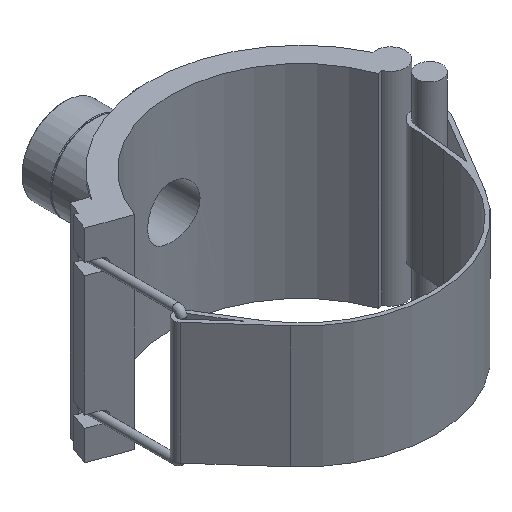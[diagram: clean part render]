
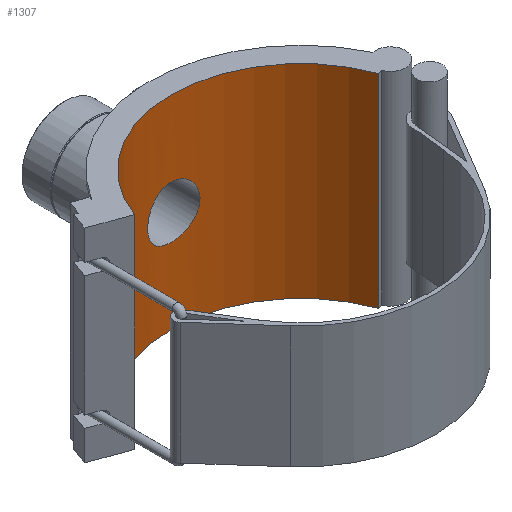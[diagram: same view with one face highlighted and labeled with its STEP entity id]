
A CAD part, isometric view. The second image highlights one B-rep face of the part: STEP entity #1307.
In plain terms, the highlighted cylindrical face has radius 112.5 mm (diameter 225 mm), a partial arc.
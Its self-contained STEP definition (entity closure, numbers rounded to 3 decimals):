
#25=B_SPLINE_CURVE_WITH_KNOTS('',3,(#2354,#2355,#2356,#2357,#2358,#2359,
#2360,#2361,#2362,#2363,#2364,#2365,#2366,#2367,#2368,#2369,#2370,#2371,
#2372,#2373,#2374,#2375,#2376,#2377,#2378,#2379,#2380,#2381,#2382,#2383,
#2384,#2385,#2386,#2387,#2388,#2389,#2390,#2391,#2392,#2393,#2394,#2395,
#2396,#2397,#2398,#2399,#2400,#2401,#2402,#2403,#2404,#2405,#2406,#2407,
#2408,#2409,#2410,#2411,#2412,#2413,#2414,#2415,#2416,#2417,#2418,#2419),
 .UNSPECIFIED.,.T.,.F.,(4,2,2,2,2,2,2,2,2,2,2,2,2,2,2,2,2,2,2,2,2,2,2,2,
2,2,2,2,2,2,2,2,4),(0.,0.428,0.856,1.284,
1.712,2.141,2.569,2.997,3.425,
3.853,4.281,4.709,5.137,5.565,
5.993,6.421,6.85,7.278,7.706,
8.134,8.562,8.99,9.418,9.846,
10.274,10.702,11.13,11.558,11.987,
12.415,12.843,13.271,13.699),
 .UNSPECIFIED.);
#61=CYLINDRICAL_SURFACE('',#1452,112.5);
#98=FACE_BOUND('',#355,.T.);
#125=CIRCLE('',#1370,112.5);
#130=CIRCLE('',#1376,112.5);
#238=FACE_OUTER_BOUND('',#354,.T.);
#354=EDGE_LOOP('',(#1179,#1180,#1181,#1182));
#355=EDGE_LOOP('',(#1183));
#404=LINE('',#2001,#503);
#454=LINE('',#2120,#553);
#503=VECTOR('',#1601,176.);
#553=VECTOR('',#1731,176.);
#615=VERTEX_POINT('',#1998);
#616=VERTEX_POINT('',#2000);
#634=VERTEX_POINT('',#2060);
#639=VERTEX_POINT('',#2072);
#657=VERTEX_POINT('',#2353);
#750=EDGE_CURVE('',#616,#615,#404,.T.);
#781=EDGE_CURVE('',#616,#634,#125,.T.);
#788=EDGE_CURVE('',#639,#615,#130,.T.);
#810=EDGE_CURVE('',#639,#634,#454,.T.);
#825=EDGE_CURVE('',#657,#657,#25,.T.);
#1179=ORIENTED_EDGE('',*,*,#750,.T.);
#1180=ORIENTED_EDGE('',*,*,#788,.F.);
#1181=ORIENTED_EDGE('',*,*,#810,.T.);
#1182=ORIENTED_EDGE('',*,*,#781,.F.);
#1183=ORIENTED_EDGE('',*,*,#825,.T.);
#1307=ADVANCED_FACE('',(#238,#98),#61,.F.);
#1370=AXIS2_PLACEMENT_3D('',#2061,#1654,#1655);
#1376=AXIS2_PLACEMENT_3D('',#2074,#1668,#1669);
#1452=AXIS2_PLACEMENT_3D('',#2606,#1838,#1839);
#1601=DIRECTION('',(0.,0.,-1.));
#1654=DIRECTION('center_axis',(0.,0.,-1.));
#1655=DIRECTION('ref_axis',(-1.,0.,0.));
#1668=DIRECTION('center_axis',(0.,0.,1.));
#1669=DIRECTION('ref_axis',(-1.,0.,0.));
#1731=DIRECTION('',(0.,0.,1.));
#1838=DIRECTION('center_axis',(0.,0.,1.));
#1839=DIRECTION('ref_axis',(-1.,0.,0.));
#1998=CARTESIAN_POINT('',(-105.715,38.477,-88.));
#2000=CARTESIAN_POINT('',(-105.715,38.477,88.));
#2001=CARTESIAN_POINT('',(-105.715,38.477,0.));
#2060=CARTESIAN_POINT('',(105.715,38.477,88.));
#2061=CARTESIAN_POINT('Origin',(0.,0.,88.));
#2072=CARTESIAN_POINT('',(105.715,38.477,-88.));
#2074=CARTESIAN_POINT('Origin',(0.,0.,-88.));
#2120=CARTESIAN_POINT('',(105.715,38.477,0.));
#2353=CARTESIAN_POINT('',(22.662,110.194,0.));
#2354=CARTESIAN_POINT('Ctrl Pts',(22.662,110.194,0.));
#2355=CARTESIAN_POINT('Ctrl Pts',(22.662,110.194,-1.427));
#2356=CARTESIAN_POINT('Ctrl Pts',(22.525,110.222,-2.901));
#2357=CARTESIAN_POINT('Ctrl Pts',(21.95,110.338,-5.832));
#2358=CARTESIAN_POINT('Ctrl Pts',(21.512,110.426,-7.288));
#2359=CARTESIAN_POINT('Ctrl Pts',(20.354,110.645,-10.079));
#2360=CARTESIAN_POINT('Ctrl Pts',(19.634,110.777,-11.415));
#2361=CARTESIAN_POINT('Ctrl Pts',(17.971,111.059,-13.887));
#2362=CARTESIAN_POINT('Ctrl Pts',(17.029,111.208,-15.021));
#2363=CARTESIAN_POINT('Ctrl Pts',(15.021,111.497,-17.029));
#2364=CARTESIAN_POINT('Ctrl Pts',(13.887,111.647,-17.971));
#2365=CARTESIAN_POINT('Ctrl Pts',(11.416,111.926,-19.634));
#2366=CARTESIAN_POINT('Ctrl Pts',(10.079,112.056,-20.354));
#2367=CARTESIAN_POINT('Ctrl Pts',(7.288,112.272,-21.512));
#2368=CARTESIAN_POINT('Ctrl Pts',(5.832,112.358,-21.95));
#2369=CARTESIAN_POINT('Ctrl Pts',(2.901,112.472,-22.525));
#2370=CARTESIAN_POINT('Ctrl Pts',(1.427,112.5,-22.662));
#2371=CARTESIAN_POINT('Ctrl Pts',(-1.427,112.5,-22.662));
#2372=CARTESIAN_POINT('Ctrl Pts',(-2.901,112.472,-22.525));
#2373=CARTESIAN_POINT('Ctrl Pts',(-5.832,112.358,-21.95));
#2374=CARTESIAN_POINT('Ctrl Pts',(-7.288,112.272,-21.512));
#2375=CARTESIAN_POINT('Ctrl Pts',(-10.079,112.056,-20.354));
#2376=CARTESIAN_POINT('Ctrl Pts',(-11.416,111.926,-19.634));
#2377=CARTESIAN_POINT('Ctrl Pts',(-13.887,111.647,-17.971));
#2378=CARTESIAN_POINT('Ctrl Pts',(-15.021,111.497,-17.029));
#2379=CARTESIAN_POINT('Ctrl Pts',(-17.029,111.208,-15.021));
#2380=CARTESIAN_POINT('Ctrl Pts',(-17.971,111.059,-13.887));
#2381=CARTESIAN_POINT('Ctrl Pts',(-19.634,110.777,-11.415));
#2382=CARTESIAN_POINT('Ctrl Pts',(-20.354,110.645,-10.079));
#2383=CARTESIAN_POINT('Ctrl Pts',(-21.512,110.426,-7.288));
#2384=CARTESIAN_POINT('Ctrl Pts',(-21.95,110.338,-5.832));
#2385=CARTESIAN_POINT('Ctrl Pts',(-22.525,110.222,-2.901));
#2386=CARTESIAN_POINT('Ctrl Pts',(-22.662,110.194,-1.427));
#2387=CARTESIAN_POINT('Ctrl Pts',(-22.662,110.194,1.427));
#2388=CARTESIAN_POINT('Ctrl Pts',(-22.525,110.222,2.901));
#2389=CARTESIAN_POINT('Ctrl Pts',(-21.95,110.338,5.832));
#2390=CARTESIAN_POINT('Ctrl Pts',(-21.512,110.426,7.288));
#2391=CARTESIAN_POINT('Ctrl Pts',(-20.354,110.645,10.079));
#2392=CARTESIAN_POINT('Ctrl Pts',(-19.634,110.777,11.415));
#2393=CARTESIAN_POINT('Ctrl Pts',(-17.971,111.059,13.887));
#2394=CARTESIAN_POINT('Ctrl Pts',(-17.029,111.208,15.021));
#2395=CARTESIAN_POINT('Ctrl Pts',(-15.021,111.497,17.029));
#2396=CARTESIAN_POINT('Ctrl Pts',(-13.887,111.647,17.971));
#2397=CARTESIAN_POINT('Ctrl Pts',(-11.416,111.926,19.634));
#2398=CARTESIAN_POINT('Ctrl Pts',(-10.079,112.056,20.354));
#2399=CARTESIAN_POINT('Ctrl Pts',(-7.288,112.272,21.512));
#2400=CARTESIAN_POINT('Ctrl Pts',(-5.832,112.358,21.95));
#2401=CARTESIAN_POINT('Ctrl Pts',(-2.901,112.472,22.525));
#2402=CARTESIAN_POINT('Ctrl Pts',(-1.427,112.5,22.662));
#2403=CARTESIAN_POINT('Ctrl Pts',(1.427,112.5,22.662));
#2404=CARTESIAN_POINT('Ctrl Pts',(2.901,112.472,22.525));
#2405=CARTESIAN_POINT('Ctrl Pts',(5.832,112.358,21.95));
#2406=CARTESIAN_POINT('Ctrl Pts',(7.288,112.272,21.512));
#2407=CARTESIAN_POINT('Ctrl Pts',(10.079,112.056,20.354));
#2408=CARTESIAN_POINT('Ctrl Pts',(11.416,111.926,19.634));
#2409=CARTESIAN_POINT('Ctrl Pts',(13.887,111.647,17.971));
#2410=CARTESIAN_POINT('Ctrl Pts',(15.021,111.497,17.029));
#2411=CARTESIAN_POINT('Ctrl Pts',(17.029,111.208,15.021));
#2412=CARTESIAN_POINT('Ctrl Pts',(17.971,111.059,13.887));
#2413=CARTESIAN_POINT('Ctrl Pts',(19.634,110.777,11.415));
#2414=CARTESIAN_POINT('Ctrl Pts',(20.354,110.645,10.079));
#2415=CARTESIAN_POINT('Ctrl Pts',(21.512,110.426,7.288));
#2416=CARTESIAN_POINT('Ctrl Pts',(21.95,110.338,5.832));
#2417=CARTESIAN_POINT('Ctrl Pts',(22.525,110.222,2.901));
#2418=CARTESIAN_POINT('Ctrl Pts',(22.662,110.194,1.427));
#2419=CARTESIAN_POINT('Ctrl Pts',(22.662,110.194,0.));
#2606=CARTESIAN_POINT('Origin',(0.,0.,0.));
